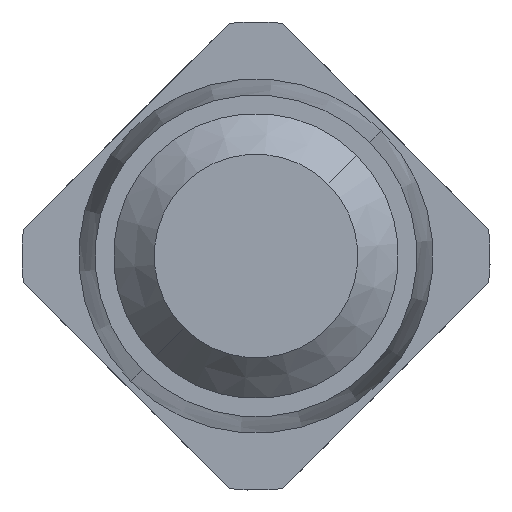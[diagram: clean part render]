
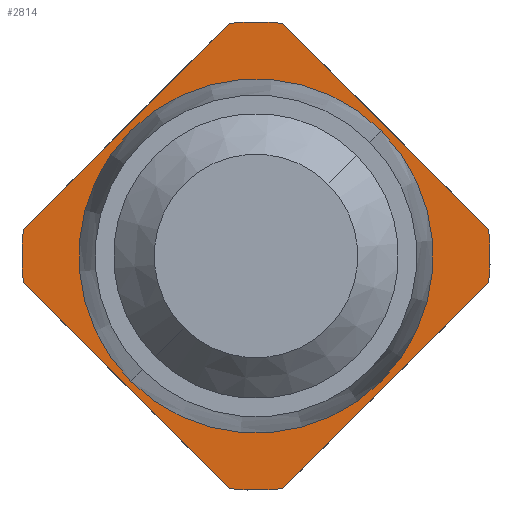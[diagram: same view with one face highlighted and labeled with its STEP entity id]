
A CAD part, front view. The second image highlights one B-rep face of the part: STEP entity #2814.
In plain terms, the highlighted planar face has unit normal (0, -1, 0).
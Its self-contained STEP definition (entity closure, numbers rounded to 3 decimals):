
#12 = CIRCLE ( 'NONE', #1102, 0.435 ) ;
#20 = ORIENTED_EDGE ( 'NONE', *, *, #3305, .T. ) ;
#88 = DIRECTION ( 'NONE',  ( 0., -1., 0. ) ) ;
#92 = DIRECTION ( 'NONE',  ( 0.707, 0., 0.707 ) ) ;
#94 = ORIENTED_EDGE ( 'NONE', *, *, #124, .F. ) ;
#124 = EDGE_CURVE ( 'NONE', #2315, #1083, #3308, .T. ) ;
#127 = CARTESIAN_POINT ( 'NONE',  ( 0.308, 37.5, 0.308 ) ) ;
#198 = CARTESIAN_POINT ( 'NONE',  ( -0.318, 37.5, 0.318 ) ) ;
#214 = LINE ( 'NONE', #2247, #572 ) ;
#243 = ORIENTED_EDGE ( 'NONE', *, *, #1057, .F. ) ;
#300 = CARTESIAN_POINT ( 'NONE',  ( -0.571, 37.5, 0.065 ) ) ;
#302 = CARTESIAN_POINT ( 'NONE',  ( 0.318, 37.5, -0.318 ) ) ;
#370 = CARTESIAN_POINT ( 'NONE',  ( -0.571, 37.5, -0.065 ) ) ;
#403 = VERTEX_POINT ( 'NONE', #1081 ) ;
#484 = CARTESIAN_POINT ( 'NONE',  ( 0., 37.5, 0. ) ) ;
#547 = VERTEX_POINT ( 'NONE', #300 ) ;
#572 = VECTOR ( 'NONE', #1900, 1000. ) ;
#583 = CARTESIAN_POINT ( 'NONE',  ( 0.571, 37.5, 0.065 ) ) ;
#663 = ORIENTED_EDGE ( 'NONE', *, *, #2947, .T. ) ;
#706 = CIRCLE ( 'NONE', #1604, 0.575 ) ;
#729 = DIRECTION ( 'NONE',  ( 0.707, 0., 0.707 ) ) ;
#784 = DIRECTION ( 'NONE',  ( 0., -1., 0. ) ) ;
#797 = ORIENTED_EDGE ( 'NONE', *, *, #1125, .T. ) ;
#866 = DIRECTION ( 'NONE',  ( -0.707, 0., -0.707 ) ) ;
#999 = EDGE_LOOP ( 'NONE', ( #243, #94 ) ) ;
#1043 = ORIENTED_EDGE ( 'NONE', *, *, #3812, .T. ) ;
#1044 = AXIS2_PLACEMENT_3D ( 'NONE', #3556, #2560, #1540 ) ;
#1045 = LINE ( 'NONE', #2104, #3269 ) ;
#1057 = EDGE_CURVE ( 'NONE', #1083, #2315, #12, .T. ) ;
#1081 = CARTESIAN_POINT ( 'NONE',  ( -0.065, 37.5, -0.571 ) ) ;
#1083 = VERTEX_POINT ( 'NONE', #2471 ) ;
#1090 = DIRECTION ( 'NONE',  ( 0., -1., 0. ) ) ;
#1102 = AXIS2_PLACEMENT_3D ( 'NONE', #2845, #2145, #4089 ) ;
#1107 = EDGE_CURVE ( 'NONE', #547, #2225, #2687, .T. ) ;
#1125 = EDGE_CURVE ( 'NONE', #3616, #1708, #1975, .T. ) ;
#1515 = CARTESIAN_POINT ( 'NONE',  ( 0., 37.5, 0. ) ) ;
#1540 = DIRECTION ( 'NONE',  ( 0.707, 0., 0.707 ) ) ;
#1604 = AXIS2_PLACEMENT_3D ( 'NONE', #1515, #3988, #1661 ) ;
#1661 = DIRECTION ( 'NONE',  ( 0.707, 0., 0.707 ) ) ;
#1688 = EDGE_CURVE ( 'NONE', #403, #3616, #4143, .T. ) ;
#1708 = VERTEX_POINT ( 'NONE', #3630 ) ;
#1797 = DIRECTION ( 'NONE',  ( 0.707, 0., 0.707 ) ) ;
#1803 = ORIENTED_EDGE ( 'NONE', *, *, #2331, .T. ) ;
#1866 = ORIENTED_EDGE ( 'NONE', *, *, #1688, .T. ) ;
#1900 = DIRECTION ( 'NONE',  ( 0.707, 0., -0.707 ) ) ;
#1975 = LINE ( 'NONE', #302, #2485 ) ;
#2089 = CARTESIAN_POINT ( 'NONE',  ( 0., 37.5, 0. ) ) ;
#2094 = CARTESIAN_POINT ( 'NONE',  ( 0., 37.5, 0. ) ) ;
#2104 = CARTESIAN_POINT ( 'NONE',  ( -0.088, 37.5, 0.725 ) ) ;
#2145 = DIRECTION ( 'NONE',  ( 0., -1., 0. ) ) ;
#2190 = FACE_BOUND ( 'NONE', #999, .T. ) ;
#2225 = VERTEX_POINT ( 'NONE', #370 ) ;
#2247 = CARTESIAN_POINT ( 'NONE',  ( -0.725, 37.5, 0.088 ) ) ;
#2315 = VERTEX_POINT ( 'NONE', #127 ) ;
#2331 = EDGE_CURVE ( 'NONE', #2225, #403, #214, .T. ) ;
#2471 = CARTESIAN_POINT ( 'NONE',  ( -0.308, 37.5, -0.308 ) ) ;
#2485 = VECTOR ( 'NONE', #3577, 1000. ) ;
#2560 = DIRECTION ( 'NONE',  ( 0., -1., 0. ) ) ;
#2577 = LINE ( 'NONE', #198, #3467 ) ;
#2623 = AXIS2_PLACEMENT_3D ( 'NONE', #2089, #1090, #729 ) ;
#2687 = CIRCLE ( 'NONE', #3527, 0.575 ) ;
#2743 = CARTESIAN_POINT ( 'NONE',  ( -0.065, 37.5, 0.571 ) ) ;
#2814 = ADVANCED_FACE ( 'Defeature ausgef�hrt1_33', ( #2190, #3159 ), #3512, .T. ) ;
#2828 = ORIENTED_EDGE ( 'NONE', *, *, #1107, .T. ) ;
#2845 = CARTESIAN_POINT ( 'NONE',  ( 0., 37.5, 0. ) ) ;
#2947 = EDGE_CURVE ( 'NONE', #1708, #4031, #706, .T. ) ;
#3159 = FACE_OUTER_BOUND ( 'NONE', #3217, .T. ) ;
#3217 = EDGE_LOOP ( 'NONE', ( #3702, #20, #2828, #1803, #1866, #797, #663, #1043 ) ) ;
#3269 = VECTOR ( 'NONE', #3659, 1000. ) ;
#3305 = EDGE_CURVE ( 'NONE', #4234, #547, #2577, .T. ) ;
#3308 = CIRCLE ( 'NONE', #2623, 0.435 ) ;
#3343 = CARTESIAN_POINT ( 'NONE',  ( 0., 37.5, 0. ) ) ;
#3379 = AXIS2_PLACEMENT_3D ( 'NONE', #3343, #88, #3648 ) ;
#3390 = DIRECTION ( 'NONE',  ( 0., -1., 0. ) ) ;
#3467 = VECTOR ( 'NONE', #866, 1000. ) ;
#3512 = PLANE ( 'NONE',  #1044 ) ;
#3527 = AXIS2_PLACEMENT_3D ( 'NONE', #484, #784, #1797 ) ;
#3556 = CARTESIAN_POINT ( 'NONE',  ( -0.407, 37.5, 0.407 ) ) ;
#3572 = VERTEX_POINT ( 'NONE', #3769 ) ;
#3577 = DIRECTION ( 'NONE',  ( 0.707, 0., 0.707 ) ) ;
#3616 = VERTEX_POINT ( 'NONE', #3820 ) ;
#3630 = CARTESIAN_POINT ( 'NONE',  ( 0.571, 37.5, -0.065 ) ) ;
#3648 = DIRECTION ( 'NONE',  ( 0.707, 0., 0.707 ) ) ;
#3659 = DIRECTION ( 'NONE',  ( -0.707, 0., 0.707 ) ) ;
#3702 = ORIENTED_EDGE ( 'NONE', *, *, #4192, .T. ) ;
#3742 = AXIS2_PLACEMENT_3D ( 'NONE', #2094, #3390, #92 ) ;
#3769 = CARTESIAN_POINT ( 'NONE',  ( 0.065, 37.5, 0.571 ) ) ;
#3812 = EDGE_CURVE ( 'NONE', #4031, #3572, #1045, .T. ) ;
#3820 = CARTESIAN_POINT ( 'NONE',  ( 0.065, 37.5, -0.571 ) ) ;
#3955 = CIRCLE ( 'NONE', #3742, 0.575 ) ;
#3988 = DIRECTION ( 'NONE',  ( 0., -1., 0. ) ) ;
#4031 = VERTEX_POINT ( 'NONE', #583 ) ;
#4089 = DIRECTION ( 'NONE',  ( 0.707, 0., 0.707 ) ) ;
#4143 = CIRCLE ( 'NONE', #3379, 0.575 ) ;
#4192 = EDGE_CURVE ( 'NONE', #3572, #4234, #3955, .T. ) ;
#4234 = VERTEX_POINT ( 'NONE', #2743 ) ;
